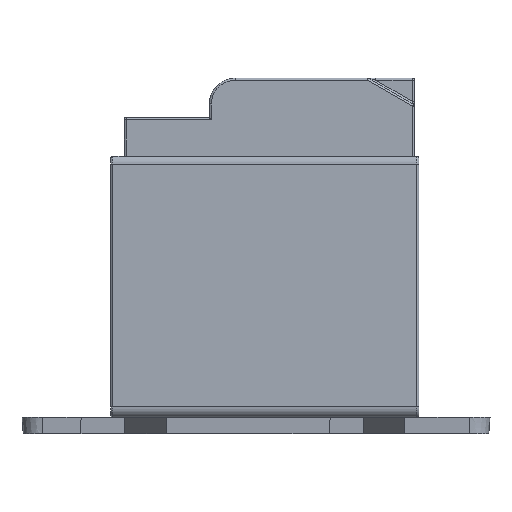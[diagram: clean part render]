
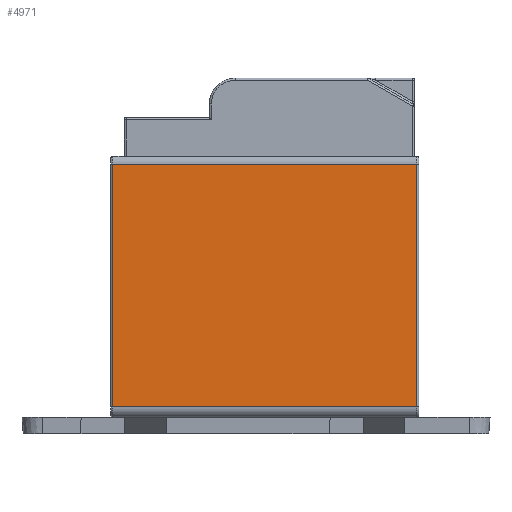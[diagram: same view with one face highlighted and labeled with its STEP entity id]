
A CAD part, left-side view. The second image highlights one B-rep face of the part: STEP entity #4971.
In plain terms, the highlighted planar face has unit normal (-1, 0, 0).
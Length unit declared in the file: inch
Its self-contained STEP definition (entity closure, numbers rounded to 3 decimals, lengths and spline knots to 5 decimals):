
#150 = VERTEX_POINT ( 'NONE', #1321 ) ;
#246 = VERTEX_POINT ( 'NONE', #2040 ) ;
#499 = DIRECTION ( 'NONE',  ( 0., 0., 1. ) ) ;
#1321 = CARTESIAN_POINT ( 'NONE',  ( -1.2725, -1.465, 0.80401 ) ) ;
#1743 = DIRECTION ( 'NONE',  ( 0., 0., -1. ) ) ;
#2030 = DIRECTION ( 'NONE',  ( 1., 0., 0. ) ) ;
#2040 = CARTESIAN_POINT ( 'NONE',  ( -1.2725, 1.465, 0.80401 ) ) ;
#2680 = VERTEX_POINT ( 'NONE', #2880 ) ;
#2880 = CARTESIAN_POINT ( 'NONE',  ( -1.2725, 1.465, -1.535 ) ) ;
#3180 = LINE ( 'NONE', #9653, #9591 ) ;
#3272 = VECTOR ( 'NONE', #499, 39.37008 ) ;
#3384 = EDGE_CURVE ( 'NONE', #5768, #150, #3822, .T. ) ;
#3405 = ORIENTED_EDGE ( 'NONE', *, *, #8923, .T. ) ;
#3623 = LINE ( 'NONE', #7566, #8051 ) ;
#3822 = LINE ( 'NONE', #3893, #3272 ) ;
#3893 = CARTESIAN_POINT ( 'NONE',  ( -1.2725, -1.465, -1.635 ) ) ;
#4210 = DIRECTION ( 'NONE',  ( 0., 1., 0. ) ) ;
#4353 = EDGE_CURVE ( 'NONE', #150, #246, #9126, .T. ) ;
#4723 = VECTOR ( 'NONE', #4210, 39.37008 ) ;
#4867 = ORIENTED_EDGE ( 'NONE', *, *, #9600, .T. ) ;
#4971 = ADVANCED_FACE ( 'NONE', ( #10671 ), #7043, .F. ) ;
#5392 = CARTESIAN_POINT ( 'NONE',  ( -1.2725, -1.485, -1.635 ) ) ;
#5768 = VERTEX_POINT ( 'NONE', #8256 ) ;
#6916 = AXIS2_PLACEMENT_3D ( 'NONE', #5392, #2030, #7878 ) ;
#7043 = PLANE ( 'NONE',  #6916 ) ;
#7566 = CARTESIAN_POINT ( 'NONE',  ( -1.2725, 1.465, -1.635 ) ) ;
#7654 = ORIENTED_EDGE ( 'NONE', *, *, #4353, .T. ) ;
#7878 = DIRECTION ( 'NONE',  ( 0., 0., -1. ) ) ;
#7982 = DIRECTION ( 'NONE',  ( 0., -1., 0. ) ) ;
#8051 = VECTOR ( 'NONE', #1743, 39.37008 ) ;
#8256 = CARTESIAN_POINT ( 'NONE',  ( -1.2725, -1.465, -1.535 ) ) ;
#8745 = ORIENTED_EDGE ( 'NONE', *, *, #3384, .T. ) ;
#8923 = EDGE_CURVE ( 'NONE', #246, #2680, #3623, .T. ) ;
#9126 = LINE ( 'NONE', #10026, #4723 ) ;
#9428 = EDGE_LOOP ( 'NONE', ( #4867, #8745, #7654, #3405 ) ) ;
#9591 = VECTOR ( 'NONE', #7982, 39.37008 ) ;
#9600 = EDGE_CURVE ( 'NONE', #2680, #5768, #3180, .T. ) ;
#9653 = CARTESIAN_POINT ( 'NONE',  ( -1.2725, -1.485, -1.535 ) ) ;
#10026 = CARTESIAN_POINT ( 'NONE',  ( -1.2725, -1.485, 0.80401 ) ) ;
#10671 = FACE_OUTER_BOUND ( 'NONE', #9428, .T. ) ;
